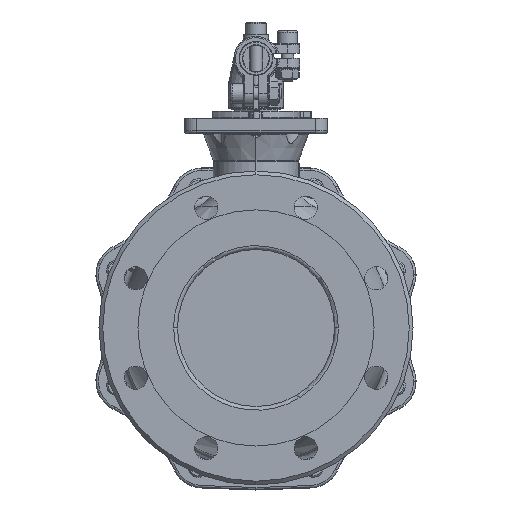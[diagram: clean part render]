
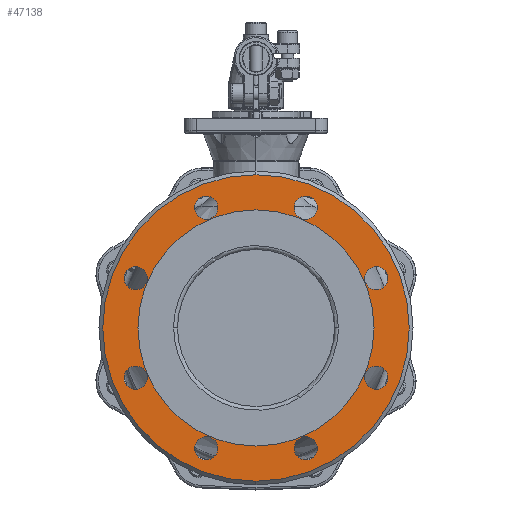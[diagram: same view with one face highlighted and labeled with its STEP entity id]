
A CAD part, left-side view. The second image highlights one B-rep face of the part: STEP entity #47138.
In plain terms, the highlighted planar face has unit normal (-1, 0, 0).
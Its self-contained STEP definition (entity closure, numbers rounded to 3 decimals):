
#28053=CARTESIAN_POINT('',(-139.,-39.664,86.507));
#28054=VERTEX_POINT('',#28053);
#28063=CARTESIAN_POINT('',(-139.,-39.664,105.007));
#28064=VERTEX_POINT('',#28063);
#28065=CARTESIAN_POINT('',(-139.,-39.664,95.757));
#28066=DIRECTION('',(1.,0.,-0.));
#28067=DIRECTION('',(-0.,-0.,-1.));
#28068=AXIS2_PLACEMENT_3D('',#28065,#28066,#28067);
#28069=CIRCLE('',#28068,9.25);
#28070=EDGE_CURVE('',#28064,#28054,#28069,.T.);
#28095=CARTESIAN_POINT('',(-139.,-95.757,30.414));
#28096=VERTEX_POINT('',#28095);
#28105=CARTESIAN_POINT('',(-139.,-95.757,48.914));
#28106=VERTEX_POINT('',#28105);
#28107=CARTESIAN_POINT('',(-139.,-95.757,39.664));
#28108=DIRECTION('',(1.,0.,-0.));
#28109=DIRECTION('',(-0.,-0.,-1.));
#28110=AXIS2_PLACEMENT_3D('',#28107,#28108,#28109);
#28111=CIRCLE('',#28110,9.25);
#28112=EDGE_CURVE('',#28106,#28096,#28111,.T.);
#28137=CARTESIAN_POINT('',(-139.,-95.757,-48.914));
#28138=VERTEX_POINT('',#28137);
#28147=CARTESIAN_POINT('',(-139.,-95.757,-30.414));
#28148=VERTEX_POINT('',#28147);
#28149=CARTESIAN_POINT('',(-139.,-95.757,-39.664));
#28150=DIRECTION('',(1.,0.,-0.));
#28151=DIRECTION('',(-0.,-0.,-1.));
#28152=AXIS2_PLACEMENT_3D('',#28149,#28150,#28151);
#28153=CIRCLE('',#28152,9.25);
#28154=EDGE_CURVE('',#28148,#28138,#28153,.T.);
#28179=CARTESIAN_POINT('',(-139.,-39.664,-105.007));
#28180=VERTEX_POINT('',#28179);
#28189=CARTESIAN_POINT('',(-139.,-39.664,-86.507));
#28190=VERTEX_POINT('',#28189);
#28191=CARTESIAN_POINT('',(-139.,-39.664,-95.757));
#28192=DIRECTION('',(1.,0.,-0.));
#28193=DIRECTION('',(-0.,-0.,-1.));
#28194=AXIS2_PLACEMENT_3D('',#28191,#28192,#28193);
#28195=CIRCLE('',#28194,9.25);
#28196=EDGE_CURVE('',#28190,#28180,#28195,.T.);
#28221=CARTESIAN_POINT('',(-139.,39.664,-105.007));
#28222=VERTEX_POINT('',#28221);
#28231=CARTESIAN_POINT('',(-139.,39.664,-86.507));
#28232=VERTEX_POINT('',#28231);
#28233=CARTESIAN_POINT('',(-139.,39.664,-95.757));
#28234=DIRECTION('',(1.,0.,-0.));
#28235=DIRECTION('',(-0.,-0.,-1.));
#28236=AXIS2_PLACEMENT_3D('',#28233,#28234,#28235);
#28237=CIRCLE('',#28236,9.25);
#28238=EDGE_CURVE('',#28232,#28222,#28237,.T.);
#28263=CARTESIAN_POINT('',(-139.,95.757,-48.914));
#28264=VERTEX_POINT('',#28263);
#28273=CARTESIAN_POINT('',(-139.,95.757,-30.414));
#28274=VERTEX_POINT('',#28273);
#28275=CARTESIAN_POINT('',(-139.,95.757,-39.664));
#28276=DIRECTION('',(1.,0.,-0.));
#28277=DIRECTION('',(-0.,-0.,-1.));
#28278=AXIS2_PLACEMENT_3D('',#28275,#28276,#28277);
#28279=CIRCLE('',#28278,9.25);
#28280=EDGE_CURVE('',#28274,#28264,#28279,.T.);
#28305=CARTESIAN_POINT('',(-139.,95.757,30.414));
#28306=VERTEX_POINT('',#28305);
#28315=CARTESIAN_POINT('',(-139.,95.757,48.914));
#28316=VERTEX_POINT('',#28315);
#28317=CARTESIAN_POINT('',(-139.,95.757,39.664));
#28318=DIRECTION('',(1.,0.,-0.));
#28319=DIRECTION('',(-0.,-0.,-1.));
#28320=AXIS2_PLACEMENT_3D('',#28317,#28318,#28319);
#28321=CIRCLE('',#28320,9.25);
#28322=EDGE_CURVE('',#28316,#28306,#28321,.T.);
#28347=CARTESIAN_POINT('',(-139.,39.664,86.507));
#28348=VERTEX_POINT('',#28347);
#28357=CARTESIAN_POINT('',(-139.,39.664,105.007));
#28358=VERTEX_POINT('',#28357);
#28359=CARTESIAN_POINT('',(-139.,39.664,95.757));
#28360=DIRECTION('',(1.,0.,-0.));
#28361=DIRECTION('',(-0.,-0.,-1.));
#28362=AXIS2_PLACEMENT_3D('',#28359,#28360,#28361);
#28363=CIRCLE('',#28362,9.25);
#28364=EDGE_CURVE('',#28358,#28348,#28363,.T.);
#29896=CARTESIAN_POINT('',(-139.,0.,122.));
#29897=VERTEX_POINT('',#29896);
#29904=CARTESIAN_POINT('',(-139.,-0.,-122.));
#29905=VERTEX_POINT('',#29904);
#29906=CARTESIAN_POINT('',(-139.,-0.,0.));
#29907=DIRECTION('',(1.,0.,-0.));
#29908=DIRECTION('',(0.,0.,1.));
#29909=AXIS2_PLACEMENT_3D('',#29906,#29907,#29908);
#29910=CIRCLE('',#29909,122.);
#29911=EDGE_CURVE('',#29897,#29905,#29910,.T.);
#29930=CARTESIAN_POINT('',(-139.,0.,94.));
#29931=VERTEX_POINT('',#29930);
#29947=CARTESIAN_POINT('',(-139.,-0.,-94.));
#29948=VERTEX_POINT('',#29947);
#29955=CARTESIAN_POINT('',(-139.,-0.,0.));
#29956=DIRECTION('',(1.,0.,-0.));
#29957=DIRECTION('',(0.,0.,1.));
#29958=AXIS2_PLACEMENT_3D('',#29955,#29956,#29957);
#29959=CIRCLE('',#29958,94.);
#29960=EDGE_CURVE('',#29931,#29948,#29959,.T.);
#46695=CARTESIAN_POINT('',(-139.,-0.,0.));
#46696=DIRECTION('',(1.,0.,-0.));
#46697=DIRECTION('',(0.,0.,1.));
#46698=AXIS2_PLACEMENT_3D('',#46695,#46696,#46697);
#46699=CIRCLE('',#46698,94.);
#46700=EDGE_CURVE('',#29948,#29931,#46699,.T.);
#46721=CARTESIAN_POINT('',(-139.,-0.,0.));
#46722=DIRECTION('',(1.,0.,-0.));
#46723=DIRECTION('',(0.,0.,1.));
#46724=AXIS2_PLACEMENT_3D('',#46721,#46722,#46723);
#46725=CIRCLE('',#46724,122.);
#46726=EDGE_CURVE('',#29905,#29897,#46725,.T.);
#47045=CARTESIAN_POINT('',(-139.,0.,108.));
#47046=DIRECTION('',(-1.,-0.,0.));
#47047=DIRECTION('',(-0.,1.,-0.));
#47048=AXIS2_PLACEMENT_3D('',#47045,#47046,#47047);
#47049=PLANE('',#47048);
#47050=ORIENTED_EDGE('',*,*,#46726,.F.);
#47051=ORIENTED_EDGE('',*,*,#29911,.F.);
#47052=EDGE_LOOP('',(#47050,#47051));
#47053=FACE_BOUND('',#47052,.T.);
#47054=ORIENTED_EDGE('',*,*,#28070,.T.);
#47055=CARTESIAN_POINT('',(-139.,-39.664,95.757));
#47056=DIRECTION('',(1.,0.,-0.));
#47057=DIRECTION('',(-0.,-0.,-1.));
#47058=AXIS2_PLACEMENT_3D('',#47055,#47056,#47057);
#47059=CIRCLE('',#47058,9.25);
#47060=EDGE_CURVE('',#28054,#28064,#47059,.T.);
#47061=ORIENTED_EDGE('',*,*,#47060,.T.);
#47062=EDGE_LOOP('',(#47054,#47061));
#47063=FACE_BOUND('',#47062,.T.);
#47064=ORIENTED_EDGE('',*,*,#28112,.T.);
#47065=CARTESIAN_POINT('',(-139.,-95.757,39.664));
#47066=DIRECTION('',(1.,0.,-0.));
#47067=DIRECTION('',(-0.,-0.,-1.));
#47068=AXIS2_PLACEMENT_3D('',#47065,#47066,#47067);
#47069=CIRCLE('',#47068,9.25);
#47070=EDGE_CURVE('',#28096,#28106,#47069,.T.);
#47071=ORIENTED_EDGE('',*,*,#47070,.T.);
#47072=EDGE_LOOP('',(#47064,#47071));
#47073=FACE_BOUND('',#47072,.T.);
#47074=ORIENTED_EDGE('',*,*,#28154,.T.);
#47075=CARTESIAN_POINT('',(-139.,-95.757,-39.664));
#47076=DIRECTION('',(1.,0.,-0.));
#47077=DIRECTION('',(-0.,-0.,-1.));
#47078=AXIS2_PLACEMENT_3D('',#47075,#47076,#47077);
#47079=CIRCLE('',#47078,9.25);
#47080=EDGE_CURVE('',#28138,#28148,#47079,.T.);
#47081=ORIENTED_EDGE('',*,*,#47080,.T.);
#47082=EDGE_LOOP('',(#47074,#47081));
#47083=FACE_BOUND('',#47082,.T.);
#47084=ORIENTED_EDGE('',*,*,#28196,.T.);
#47085=CARTESIAN_POINT('',(-139.,-39.664,-95.757));
#47086=DIRECTION('',(1.,0.,-0.));
#47087=DIRECTION('',(-0.,-0.,-1.));
#47088=AXIS2_PLACEMENT_3D('',#47085,#47086,#47087);
#47089=CIRCLE('',#47088,9.25);
#47090=EDGE_CURVE('',#28180,#28190,#47089,.T.);
#47091=ORIENTED_EDGE('',*,*,#47090,.T.);
#47092=EDGE_LOOP('',(#47084,#47091));
#47093=FACE_BOUND('',#47092,.T.);
#47094=ORIENTED_EDGE('',*,*,#28238,.T.);
#47095=CARTESIAN_POINT('',(-139.,39.664,-95.757));
#47096=DIRECTION('',(1.,0.,-0.));
#47097=DIRECTION('',(-0.,-0.,-1.));
#47098=AXIS2_PLACEMENT_3D('',#47095,#47096,#47097);
#47099=CIRCLE('',#47098,9.25);
#47100=EDGE_CURVE('',#28222,#28232,#47099,.T.);
#47101=ORIENTED_EDGE('',*,*,#47100,.T.);
#47102=EDGE_LOOP('',(#47094,#47101));
#47103=FACE_BOUND('',#47102,.T.);
#47104=ORIENTED_EDGE('',*,*,#28280,.T.);
#47105=CARTESIAN_POINT('',(-139.,95.757,-39.664));
#47106=DIRECTION('',(1.,0.,-0.));
#47107=DIRECTION('',(-0.,-0.,-1.));
#47108=AXIS2_PLACEMENT_3D('',#47105,#47106,#47107);
#47109=CIRCLE('',#47108,9.25);
#47110=EDGE_CURVE('',#28264,#28274,#47109,.T.);
#47111=ORIENTED_EDGE('',*,*,#47110,.T.);
#47112=EDGE_LOOP('',(#47104,#47111));
#47113=FACE_BOUND('',#47112,.T.);
#47114=ORIENTED_EDGE('',*,*,#28322,.T.);
#47115=CARTESIAN_POINT('',(-139.,95.757,39.664));
#47116=DIRECTION('',(1.,0.,-0.));
#47117=DIRECTION('',(-0.,-0.,-1.));
#47118=AXIS2_PLACEMENT_3D('',#47115,#47116,#47117);
#47119=CIRCLE('',#47118,9.25);
#47120=EDGE_CURVE('',#28306,#28316,#47119,.T.);
#47121=ORIENTED_EDGE('',*,*,#47120,.T.);
#47122=EDGE_LOOP('',(#47114,#47121));
#47123=FACE_BOUND('',#47122,.T.);
#47124=ORIENTED_EDGE('',*,*,#28364,.T.);
#47125=CARTESIAN_POINT('',(-139.,39.664,95.757));
#47126=DIRECTION('',(1.,0.,-0.));
#47127=DIRECTION('',(-0.,-0.,-1.));
#47128=AXIS2_PLACEMENT_3D('',#47125,#47126,#47127);
#47129=CIRCLE('',#47128,9.25);
#47130=EDGE_CURVE('',#28348,#28358,#47129,.T.);
#47131=ORIENTED_EDGE('',*,*,#47130,.T.);
#47132=EDGE_LOOP('',(#47124,#47131));
#47133=FACE_BOUND('',#47132,.T.);
#47134=ORIENTED_EDGE('',*,*,#46700,.T.);
#47135=ORIENTED_EDGE('',*,*,#29960,.T.);
#47136=EDGE_LOOP('',(#47134,#47135));
#47137=FACE_BOUND('',#47136,.T.);
#47138=ADVANCED_FACE('',(#47053,#47063,#47073,#47083,#47093,#47103,#47113,#47123,#47133,#47137),#47049,.T.);
